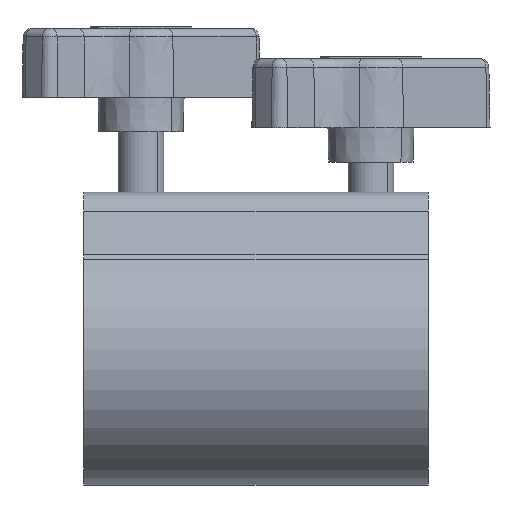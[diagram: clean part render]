
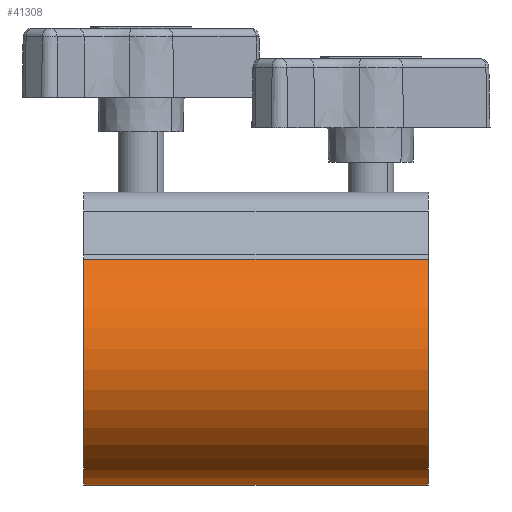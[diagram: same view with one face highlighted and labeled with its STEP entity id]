
A CAD part, left-side view. The second image highlights one B-rep face of the part: STEP entity #41308.
In plain terms, the highlighted cylindrical face has radius 22 mm (diameter 44 mm), a partial arc.
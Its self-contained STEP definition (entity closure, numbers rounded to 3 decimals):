
#1281 = DIRECTION ( 'NONE',  ( 0., 0., -1. ) ) ;
#1750 = CARTESIAN_POINT ( 'NONE',  ( 0., 30., -22. ) ) ;
#2882 = AXIS2_PLACEMENT_3D ( 'NONE', #13727, #18567, #55005 ) ;
#6617 = FACE_OUTER_BOUND ( 'NONE', #44762, .T. ) ;
#7310 = CYLINDRICAL_SURFACE ( 'NONE', #54855, 22. ) ;
#10083 = CARTESIAN_POINT ( 'NONE',  ( 0., 30., 0. ) ) ;
#10662 = DIRECTION ( 'NONE',  ( 0., -1., 0. ) ) ;
#11071 = LINE ( 'NONE', #1750, #19014 ) ;
#11444 = EDGE_CURVE ( 'NONE', #19633, #23016, #21096, .T. ) ;
#13162 = CARTESIAN_POINT ( 'NONE',  ( -13.575, 30., 17.312 ) ) ;
#13727 = CARTESIAN_POINT ( 'NONE',  ( 0., 30., 0. ) ) ;
#13926 = EDGE_CURVE ( 'NONE', #21318, #23016, #45397, .T. ) ;
#16493 = CARTESIAN_POINT ( 'NONE',  ( 0., 30., -22. ) ) ;
#18567 = DIRECTION ( 'NONE',  ( 0., 1., 0. ) ) ;
#19014 = VECTOR ( 'NONE', #51845, 1000. ) ;
#19633 = VERTEX_POINT ( 'NONE', #58133 ) ;
#20421 = VERTEX_POINT ( 'NONE', #55744 ) ;
#21096 = LINE ( 'NONE', #42106, #56909 ) ;
#21318 = VERTEX_POINT ( 'NONE', #16493 ) ;
#23016 = VERTEX_POINT ( 'NONE', #13162 ) ;
#25030 = ORIENTED_EDGE ( 'NONE', *, *, #13926, .F. ) ;
#26369 = CARTESIAN_POINT ( 'NONE',  ( 0., -30., 0. ) ) ;
#26968 = DIRECTION ( 'NONE',  ( 0., 0., 1. ) ) ;
#32921 = DIRECTION ( 'NONE',  ( 0., 1., 0. ) ) ;
#34937 = AXIS2_PLACEMENT_3D ( 'NONE', #26369, #53979, #26968 ) ;
#35197 = EDGE_CURVE ( 'NONE', #21318, #20421, #11071, .T. ) ;
#37482 = ORIENTED_EDGE ( 'NONE', *, *, #49458, .T. ) ;
#40577 = ORIENTED_EDGE ( 'NONE', *, *, #11444, .T. ) ;
#41308 = ADVANCED_FACE ( 'NONE', ( #6617 ), #7310, .T. ) ;
#42106 = CARTESIAN_POINT ( 'NONE',  ( -13.575, 30., 17.312 ) ) ;
#44148 = CIRCLE ( 'NONE', #34937, 22. ) ;
#44762 = EDGE_LOOP ( 'NONE', ( #25030, #48972, #37482, #40577 ) ) ;
#45397 = CIRCLE ( 'NONE', #2882, 22. ) ;
#48972 = ORIENTED_EDGE ( 'NONE', *, *, #35197, .T. ) ;
#49458 = EDGE_CURVE ( 'NONE', #20421, #19633, #44148, .T. ) ;
#51845 = DIRECTION ( 'NONE',  ( 0., -1., 0. ) ) ;
#53979 = DIRECTION ( 'NONE',  ( 0., 1., 0. ) ) ;
#54855 = AXIS2_PLACEMENT_3D ( 'NONE', #10083, #10662, #1281 ) ;
#55005 = DIRECTION ( 'NONE',  ( 0., 0., 1. ) ) ;
#55744 = CARTESIAN_POINT ( 'NONE',  ( 0., -30., -22. ) ) ;
#56909 = VECTOR ( 'NONE', #32921, 1000. ) ;
#58133 = CARTESIAN_POINT ( 'NONE',  ( -13.575, -30., 17.312 ) ) ;
